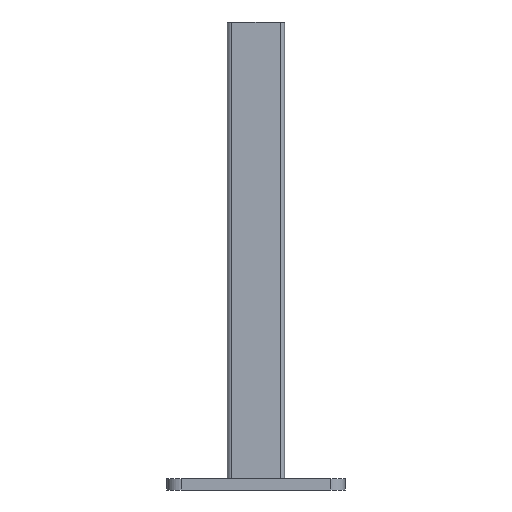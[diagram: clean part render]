
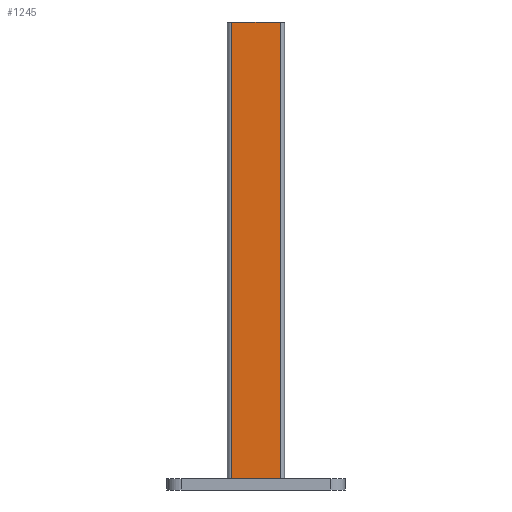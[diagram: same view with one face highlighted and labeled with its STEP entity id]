
A CAD part, front view. The second image highlights one B-rep face of the part: STEP entity #1245.
In plain terms, the highlighted planar face has unit normal (0, -1, 0).
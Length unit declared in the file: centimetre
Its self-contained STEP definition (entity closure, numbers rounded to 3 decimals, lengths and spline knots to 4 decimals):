
#40=PLANE('',#1354);
#87=LINE('',#1891,#203);
#122=LINE('',#1976,#238);
#129=LINE('',#1998,#245);
#132=LINE('',#2009,#248);
#203=VECTOR('',#1524,32.);
#238=VECTOR('',#1607,3.4);
#245=VECTOR('',#1632,32.);
#248=VECTOR('',#1645,3.4);
#358=FACE_OUTER_BOUND('',#430,.T.);
#430=EDGE_LOOP('',(#992,#993,#994,#995));
#578=VERTEX_POINT('',#1888);
#579=VERTEX_POINT('',#1890);
#605=VERTEX_POINT('',#1975);
#611=VERTEX_POINT('',#1997);
#708=EDGE_CURVE('',#579,#578,#87,.T.);
#750=EDGE_CURVE('',#579,#605,#122,.T.);
#761=EDGE_CURVE('',#611,#605,#129,.T.);
#767=EDGE_CURVE('',#611,#578,#132,.T.);
#992=ORIENTED_EDGE('',*,*,#708,.T.);
#993=ORIENTED_EDGE('',*,*,#767,.F.);
#994=ORIENTED_EDGE('',*,*,#761,.T.);
#995=ORIENTED_EDGE('',*,*,#750,.F.);
#1245=ADVANCED_FACE('',(#358),#40,.T.);
#1354=AXIS2_PLACEMENT_3D('',#2008,#1643,#1644);
#1524=DIRECTION('',(0.,0.,-1.));
#1607=DIRECTION('',(1.,0.,0.));
#1632=DIRECTION('',(0.,0.,1.));
#1643=DIRECTION('center_axis',(0.,-1.,0.));
#1644=DIRECTION('ref_axis',(0.,0.,1.));
#1645=DIRECTION('',(-1.,0.,0.));
#1888=CARTESIAN_POINT('',(-1.7,-1.9,0.8));
#1890=CARTESIAN_POINT('',(-1.7,-1.9,32.8));
#1891=CARTESIAN_POINT('',(-1.7,-1.9,24.8));
#1975=CARTESIAN_POINT('',(1.7,-1.9,32.8));
#1976=CARTESIAN_POINT('',(2.2906,-1.9,32.8));
#1997=CARTESIAN_POINT('',(1.7,-1.9,0.8));
#1998=CARTESIAN_POINT('',(1.7,-1.9,16.8));
#2008=CARTESIAN_POINT('Origin',(-0.0023,-1.9,16.8));
#2009=CARTESIAN_POINT('',(-0.0012,-1.9,0.8));
